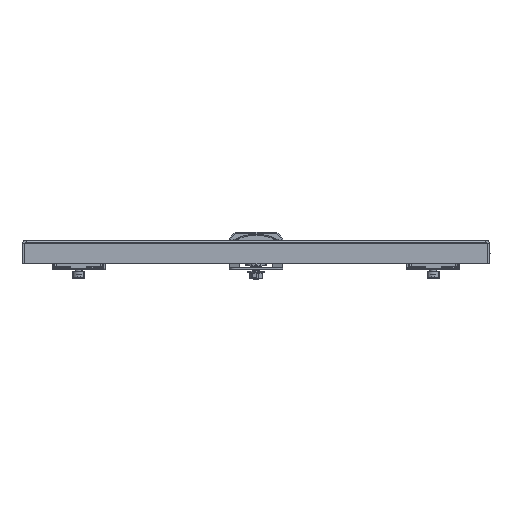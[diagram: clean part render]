
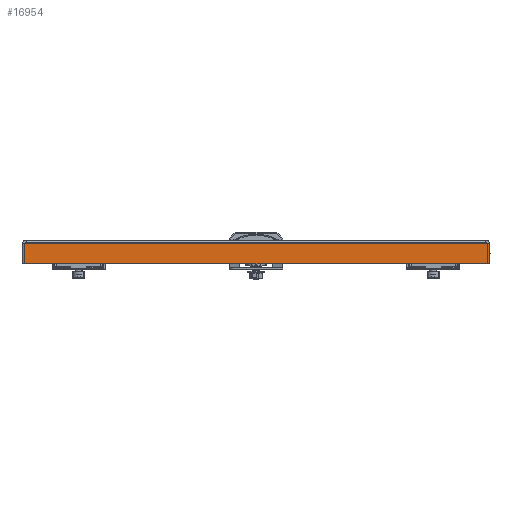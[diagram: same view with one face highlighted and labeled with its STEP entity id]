
A CAD part, left-side view. The second image highlights one B-rep face of the part: STEP entity #16954.
In plain terms, the highlighted planar face has unit normal (-1, 0, 0).
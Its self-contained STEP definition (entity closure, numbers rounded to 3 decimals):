
#8451 = CARTESIAN_POINT ( 'NONE',  ( -397., -197.5, -3. ) ) ;
#8452 = CARTESIAN_POINT ( 'NONE',  ( -397., 0., -20. ) ) ;
#8453 = DIRECTION ( 'NONE',  ( 0., -1., 0. ) ) ;
#8458 = DIRECTION ( 'NONE',  ( 0., -1., 0. ) ) ;
#8459 = CARTESIAN_POINT ( 'NONE',  ( -397., 197.5, 0. ) ) ;
#8463 = CARTESIAN_POINT ( 'NONE',  ( -397., -197.5, 0. ) ) ;
#8464 = DIRECTION ( 'NONE',  ( 0., 0., 1. ) ) ;
#8468 = CARTESIAN_POINT ( 'NONE',  ( -397., -197.5, -3. ) ) ;
#8471 = DIRECTION ( 'NONE',  ( 0., 0., -1. ) ) ;
#8476 = DIRECTION ( 'NONE',  ( 0., -1., 0. ) ) ;
#8477 = CARTESIAN_POINT ( 'NONE',  ( -397., -197.5, -3. ) ) ;
#8478 = DIRECTION ( 'NONE',  ( 0., -1., 0. ) ) ;
#9236 = LINE ( 'NONE', #8451, #9239 ) ;
#9239 = VECTOR ( 'NONE', #8453, 1000. ) ;
#9240 = LINE ( 'NONE', #8452, #9245 ) ;
#9245 = VECTOR ( 'NONE', #8458, 1000. ) ;
#9248 = LINE ( 'NONE', #8463, #9251 ) ;
#9251 = VECTOR ( 'NONE', #8464, 1000. ) ;
#9254 = LINE ( 'NONE', #8459, #9259 ) ;
#9256 = LINE ( 'NONE', #8468, #9265 ) ;
#9259 = VECTOR ( 'NONE', #8471, 1000. ) ;
#9264 = LINE ( 'NONE', #8477, #9267 ) ;
#9265 = VECTOR ( 'NONE', #8476, 1000. ) ;
#9267 = VECTOR ( 'NONE', #8478, 1000. ) ;
#14436 = AXIS2_PLACEMENT_3D ( 'NONE', #16352, #16361, #16362 ) ;
#16352 = CARTESIAN_POINT ( 'NONE',  ( -397., 0., 0. ) ) ;
#16359 = PLANE ( 'NONE',  #14436 ) ;
#16361 = DIRECTION ( 'NONE',  ( 1., 0., 0. ) ) ;
#16362 = DIRECTION ( 'NONE',  ( 0., 0., -1. ) ) ;
#16603 = FACE_OUTER_BOUND ( 'NONE', #25834, .T. ) ;
#16954 = ADVANCED_FACE ( 'NONE', ( #16603 ), #16359, .F. ) ;
#25834 = EDGE_LOOP ( 'NONE', ( #30112, #30114, #30116, #30117, #30119, #30121 ) ) ;
#26234 = VERTEX_POINT ( 'NONE', #30528 ) ;
#26237 = VERTEX_POINT ( 'NONE', #30533 ) ;
#26238 = VERTEX_POINT ( 'NONE', #30535 ) ;
#26239 = VERTEX_POINT ( 'NONE', #30537 ) ;
#26243 = VERTEX_POINT ( 'NONE', #30544 ) ;
#26246 = VERTEX_POINT ( 'NONE', #30550 ) ;
#30112 = ORIENTED_EDGE ( 'NONE', *, *, #33366, .F. ) ;
#30114 = ORIENTED_EDGE ( 'NONE', *, *, #33362, .T. ) ;
#30116 = ORIENTED_EDGE ( 'NONE', *, *, #33355, .T. ) ;
#30117 = ORIENTED_EDGE ( 'NONE', *, *, #33358, .T. ) ;
#30119 = ORIENTED_EDGE ( 'NONE', *, *, #33365, .F. ) ;
#30121 = ORIENTED_EDGE ( 'NONE', *, *, #33352, .F. ) ;
#30528 = CARTESIAN_POINT ( 'NONE',  ( -397., 194.5, -3. ) ) ;
#30533 = CARTESIAN_POINT ( 'NONE',  ( -397., -194.5, -3. ) ) ;
#30535 = CARTESIAN_POINT ( 'NONE',  ( -397., -197.5, -20. ) ) ;
#30537 = CARTESIAN_POINT ( 'NONE',  ( -397., 197.5, -3. ) ) ;
#30544 = CARTESIAN_POINT ( 'NONE',  ( -397., 197.5, -20. ) ) ;
#30550 = CARTESIAN_POINT ( 'NONE',  ( -397., -197.5, -3. ) ) ;
#33352 = EDGE_CURVE ( 'NONE', #26234, #26237, #9236, .T. ) ;
#33355 = EDGE_CURVE ( 'NONE', #26243, #26238, #9240, .T. ) ;
#33358 = EDGE_CURVE ( 'NONE', #26238, #26246, #9248, .T. ) ;
#33362 = EDGE_CURVE ( 'NONE', #26239, #26243, #9254, .T. ) ;
#33365 = EDGE_CURVE ( 'NONE', #26237, #26246, #9256, .T. ) ;
#33366 = EDGE_CURVE ( 'NONE', #26239, #26234, #9264, .T. ) ;
